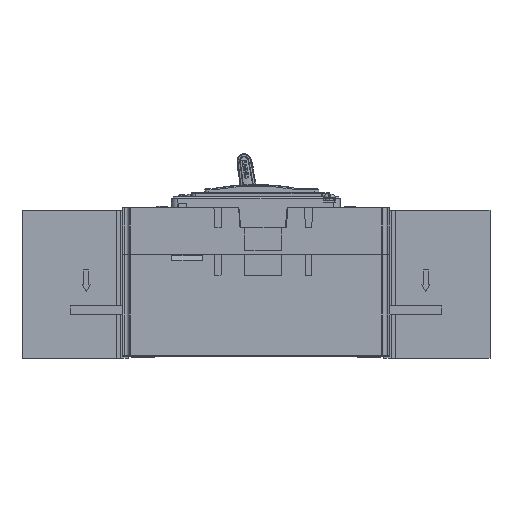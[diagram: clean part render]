
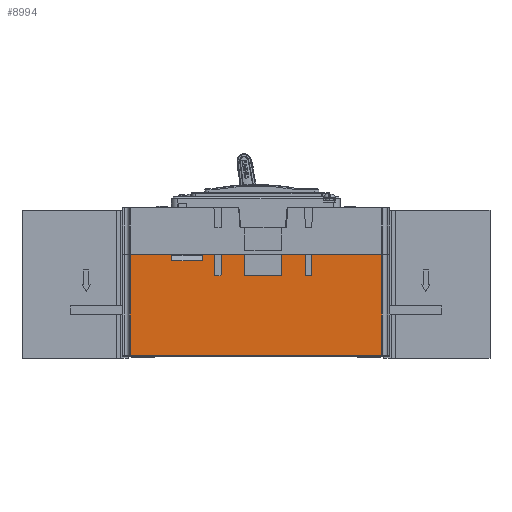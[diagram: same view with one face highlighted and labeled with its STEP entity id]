
A CAD part, front view. The second image highlights one B-rep face of the part: STEP entity #8994.
In plain terms, the highlighted planar face has unit normal (0, -1, 0).
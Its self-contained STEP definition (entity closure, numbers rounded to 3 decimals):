
#3291=PLANE('',#70387);
#5235=CIRCLE('',#70005,0.5);
#5236=CIRCLE('',#70008,0.5);
#5360=CIRCLE('',#70298,0.5);
#5361=CIRCLE('',#70301,0.5);
#5364=CIRCLE('',#70308,0.5);
#5365=CIRCLE('',#70311,0.5);
#8994=ADVANCED_FACE('',(#13402),#3291,.T.);
#13402=FACE_OUTER_BOUND('',#17309,.T.);
#17309=EDGE_LOOP('',(#36369,#36370,#36371,#36372,#36373,#36374,#36375,#36376,
#36377,#36378,#36379,#36380,#36381,#36382,#36383,#36384,#36385,#36386,#36387,
#36388,#36389,#36390,#36391,#36392,#36393,#36394));
#36369=ORIENTED_EDGE('',*,*,#52692,.T.);
#36370=ORIENTED_EDGE('',*,*,#52693,.T.);
#36371=ORIENTED_EDGE('',*,*,#52554,.T.);
#36372=ORIENTED_EDGE('',*,*,#52552,.T.);
#36373=ORIENTED_EDGE('',*,*,#52550,.T.);
#36374=ORIENTED_EDGE('',*,*,#52548,.T.);
#36375=ORIENTED_EDGE('',*,*,#52541,.T.);
#36376=ORIENTED_EDGE('',*,*,#52694,.T.);
#36377=ORIENTED_EDGE('',*,*,#52537,.T.);
#36378=ORIENTED_EDGE('',*,*,#52535,.T.);
#36379=ORIENTED_EDGE('',*,*,#52533,.T.);
#36380=ORIENTED_EDGE('',*,*,#52530,.T.);
#36381=ORIENTED_EDGE('',*,*,#52528,.T.);
#36382=ORIENTED_EDGE('',*,*,#52695,.T.);
#36383=ORIENTED_EDGE('',*,*,#52049,.T.);
#36384=ORIENTED_EDGE('',*,*,#52047,.T.);
#36385=ORIENTED_EDGE('',*,*,#52045,.T.);
#36386=ORIENTED_EDGE('',*,*,#52043,.T.);
#36387=ORIENTED_EDGE('',*,*,#52036,.T.);
#36388=ORIENTED_EDGE('',*,*,#52696,.T.);
#36389=ORIENTED_EDGE('',*,*,#52033,.T.);
#36390=ORIENTED_EDGE('',*,*,#52029,.T.);
#36391=ORIENTED_EDGE('',*,*,#52026,.F.);
#36392=ORIENTED_EDGE('',*,*,#52697,.F.);
#36393=ORIENTED_EDGE('',*,*,#52690,.T.);
#36394=ORIENTED_EDGE('',*,*,#52698,.T.);
#43087=VERTEX_POINT('',#112255);
#43088=VERTEX_POINT('',#112257);
#43090=VERTEX_POINT('',#112263);
#43091=VERTEX_POINT('',#112267);
#43095=VERTEX_POINT('',#112276);
#43096=VERTEX_POINT('',#112278);
#43101=VERTEX_POINT('',#112292);
#43102=VERTEX_POINT('',#112296);
#43103=VERTEX_POINT('',#112300);
#43104=VERTEX_POINT('',#112304);
#43437=VERTEX_POINT('',#113283);
#43438=VERTEX_POINT('',#113285);
#43439=VERTEX_POINT('',#113289);
#43440=VERTEX_POINT('',#113294);
#43441=VERTEX_POINT('',#113298);
#43442=VERTEX_POINT('',#113302);
#43445=VERTEX_POINT('',#113309);
#43446=VERTEX_POINT('',#113311);
#43451=VERTEX_POINT('',#113325);
#43452=VERTEX_POINT('',#113329);
#43453=VERTEX_POINT('',#113333);
#43454=VERTEX_POINT('',#113337);
#43539=VERTEX_POINT('',#113664);
#43540=VERTEX_POINT('',#113668);
#43541=VERTEX_POINT('',#113672);
#43542=VERTEX_POINT('',#113673);
#52026=EDGE_CURVE('',#43087,#43088,#58299,.T.);
#52029=EDGE_CURVE('',#43090,#43088,#58302,.T.);
#52033=EDGE_CURVE('',#43091,#43090,#58306,.T.);
#52036=EDGE_CURVE('',#43096,#43095,#58309,.T.);
#52043=EDGE_CURVE('',#43101,#43096,#5235,.T.);
#52045=EDGE_CURVE('',#43102,#43101,#58315,.T.);
#52047=EDGE_CURVE('',#43103,#43102,#5236,.T.);
#52049=EDGE_CURVE('',#43104,#43103,#58318,.T.);
#52528=EDGE_CURVE('',#43438,#43437,#58670,.T.);
#52530=EDGE_CURVE('',#43439,#43438,#5360,.T.);
#52533=EDGE_CURVE('',#43440,#43439,#58674,.T.);
#52535=EDGE_CURVE('',#43441,#43440,#5361,.T.);
#52537=EDGE_CURVE('',#43442,#43441,#58677,.T.);
#52541=EDGE_CURVE('',#43446,#43445,#58681,.T.);
#52548=EDGE_CURVE('',#43451,#43446,#5364,.T.);
#52550=EDGE_CURVE('',#43452,#43451,#58687,.T.);
#52552=EDGE_CURVE('',#43453,#43452,#5365,.T.);
#52554=EDGE_CURVE('',#43454,#43453,#58690,.T.);
#52690=EDGE_CURVE('',#43540,#43539,#58799,.T.);
#52692=EDGE_CURVE('',#43541,#43542,#58800,.T.);
#52693=EDGE_CURVE('',#43542,#43454,#58801,.T.);
#52694=EDGE_CURVE('',#43445,#43442,#58802,.T.);
#52695=EDGE_CURVE('',#43437,#43104,#58803,.T.);
#52696=EDGE_CURVE('',#43095,#43091,#58804,.T.);
#52697=EDGE_CURVE('',#43540,#43087,#58805,.T.);
#52698=EDGE_CURVE('',#43539,#43541,#58806,.T.);
#58299=LINE('',#112256,#64469);
#58302=LINE('',#112262,#64472);
#58306=LINE('',#112270,#64476);
#58309=LINE('',#112277,#64479);
#58315=LINE('',#112295,#64485);
#58318=LINE('',#112303,#64488);
#58670=LINE('',#113284,#64840);
#58674=LINE('',#113293,#64844);
#58677=LINE('',#113301,#64847);
#58681=LINE('',#113310,#64851);
#58687=LINE('',#113328,#64857);
#58690=LINE('',#113336,#64860);
#58799=LINE('',#113667,#64969);
#58800=LINE('',#113671,#64970);
#58801=LINE('',#113674,#64971);
#58802=LINE('',#113675,#64972);
#58803=LINE('',#113676,#64973);
#58804=LINE('',#113677,#64974);
#58805=LINE('',#113678,#64975);
#58806=LINE('',#113679,#64976);
#64469=VECTOR('',#85331,1.);
#64472=VECTOR('',#85336,1.);
#64476=VECTOR('',#85342,1.);
#64479=VECTOR('',#85347,1.);
#64485=VECTOR('',#85365,1.);
#64488=VECTOR('',#85374,1.);
#64840=VECTOR('',#86300,1.);
#64844=VECTOR('',#86310,1.);
#64847=VECTOR('',#86319,1.);
#64851=VECTOR('',#86325,1.);
#64857=VECTOR('',#86343,1.);
#64860=VECTOR('',#86352,1.);
#64969=VECTOR('',#86605,1.);
#64970=VECTOR('',#86610,1.);
#64971=VECTOR('',#86611,1.);
#64972=VECTOR('',#86612,1.);
#64973=VECTOR('',#86613,1.);
#64974=VECTOR('',#86614,1.);
#64975=VECTOR('',#86615,1.);
#64976=VECTOR('',#86616,1.);
#70005=AXIS2_PLACEMENT_3D('',#112291,#85360,#85361);
#70008=AXIS2_PLACEMENT_3D('',#112299,#85369,#85370);
#70298=AXIS2_PLACEMENT_3D('',#113288,#86304,#86305);
#70301=AXIS2_PLACEMENT_3D('',#113297,#86314,#86315);
#70308=AXIS2_PLACEMENT_3D('',#113324,#86338,#86339);
#70311=AXIS2_PLACEMENT_3D('',#113332,#86347,#86348);
#70387=AXIS2_PLACEMENT_3D('',#113680,#86617,#86618);
#85331=DIRECTION('',(0.,0.,-1.));
#85336=DIRECTION('',(-1.,0.,0.));
#85342=DIRECTION('',(0.,0.,-1.));
#85347=DIRECTION('',(0.,0.,1.));
#85360=DIRECTION('',(0.,1.,0.));
#85361=DIRECTION('',(0.,0.,-1.));
#85365=DIRECTION('',(-1.,0.,0.));
#85369=DIRECTION('',(0.,1.,0.));
#85370=DIRECTION('',(1.,0.,0.));
#85374=DIRECTION('',(0.,0.,-1.));
#86300=DIRECTION('',(0.,0.,1.));
#86304=DIRECTION('',(0.,1.,0.));
#86305=DIRECTION('',(0.,0.,-1.));
#86310=DIRECTION('',(-1.,0.,0.));
#86314=DIRECTION('',(0.,1.,0.));
#86315=DIRECTION('',(1.,0.,0.));
#86319=DIRECTION('',(0.,0.,-1.));
#86325=DIRECTION('',(0.,0.,1.));
#86338=DIRECTION('',(0.,1.,0.));
#86339=DIRECTION('',(0.,0.,-1.));
#86343=DIRECTION('',(-1.,0.,0.));
#86347=DIRECTION('',(0.,1.,0.));
#86348=DIRECTION('',(1.,0.,0.));
#86352=DIRECTION('',(0.,0.,-1.));
#86605=DIRECTION('',(0.,0.,-1.));
#86610=DIRECTION('',(0.,0.,1.));
#86611=DIRECTION('',(-1.,0.,0.));
#86612=DIRECTION('',(-1.,0.,0.));
#86613=DIRECTION('',(-1.,0.,0.));
#86614=DIRECTION('',(-1.,0.,0.));
#86615=DIRECTION('',(1.,0.,0.));
#86616=DIRECTION('',(1.,0.,0.));
#86617=DIRECTION('',(0.,-1.,0.));
#86618=DIRECTION('',(1.,0.,0.));
#112255=CARTESIAN_POINT('',(24.,0.,-1.));
#112256=CARTESIAN_POINT('',(24.,0.,-1.));
#112257=CARTESIAN_POINT('',(24.,0.,-4.));
#112262=CARTESIAN_POINT('',(39.,0.,-4.));
#112263=CARTESIAN_POINT('',(39.,0.,-4.));
#112267=CARTESIAN_POINT('',(39.,0.,-1.));
#112270=CARTESIAN_POINT('',(39.,0.,-1.));
#112276=CARTESIAN_POINT('',(45.,0.,-1.));
#112277=CARTESIAN_POINT('',(45.,0.,-10.8));
#112278=CARTESIAN_POINT('',(45.,0.,-10.8));
#112291=CARTESIAN_POINT('',(45.5,0.,-10.8));
#112292=CARTESIAN_POINT('',(45.5,0.,-11.3));
#112295=CARTESIAN_POINT('',(47.5,0.,-11.3));
#112296=CARTESIAN_POINT('',(47.5,0.,-11.3));
#112299=CARTESIAN_POINT('',(47.5,0.,-10.8));
#112300=CARTESIAN_POINT('',(48.,0.,-10.8));
#112303=CARTESIAN_POINT('',(48.,0.,-1.));
#112304=CARTESIAN_POINT('',(48.,0.,-1.));
#113283=CARTESIAN_POINT('',(59.5,0.,-1.));
#113284=CARTESIAN_POINT('',(59.5,0.,-10.8));
#113285=CARTESIAN_POINT('',(59.5,0.,-10.8));
#113288=CARTESIAN_POINT('',(60.,0.,-10.8));
#113289=CARTESIAN_POINT('',(60.,0.,-11.3));
#113293=CARTESIAN_POINT('',(77.,0.,-11.3));
#113294=CARTESIAN_POINT('',(77.,0.,-11.3));
#113297=CARTESIAN_POINT('',(77.,0.,-10.8));
#113298=CARTESIAN_POINT('',(77.5,0.,-10.8));
#113301=CARTESIAN_POINT('',(77.5,0.,-1.));
#113302=CARTESIAN_POINT('',(77.5,0.,-1.));
#113309=CARTESIAN_POINT('',(89.,0.,-1.));
#113310=CARTESIAN_POINT('',(89.,0.,-10.8));
#113311=CARTESIAN_POINT('',(89.,0.,-10.8));
#113324=CARTESIAN_POINT('',(89.5,0.,-10.8));
#113325=CARTESIAN_POINT('',(89.5,0.,-11.3));
#113328=CARTESIAN_POINT('',(91.5,0.,-11.3));
#113329=CARTESIAN_POINT('',(91.5,0.,-11.3));
#113332=CARTESIAN_POINT('',(91.5,0.,-10.8));
#113333=CARTESIAN_POINT('',(92.,0.,-10.8));
#113336=CARTESIAN_POINT('',(92.,0.,-1.));
#113337=CARTESIAN_POINT('',(92.,0.,-1.));
#113664=CARTESIAN_POINT('',(3.736,0.,-50.));
#113667=CARTESIAN_POINT('',(3.736,0.,-1.));
#113668=CARTESIAN_POINT('',(3.736,0.,-1.));
#113671=CARTESIAN_POINT('',(126.264,0.,-50.));
#113672=CARTESIAN_POINT('',(126.264,0.,-50.));
#113673=CARTESIAN_POINT('',(126.264,0.,-1.));
#113674=CARTESIAN_POINT('',(126.264,0.,-1.));
#113675=CARTESIAN_POINT('',(89.,0.,-1.));
#113676=CARTESIAN_POINT('',(59.5,0.,-1.));
#113677=CARTESIAN_POINT('',(45.,0.,-1.));
#113678=CARTESIAN_POINT('',(3.736,0.,-1.));
#113679=CARTESIAN_POINT('',(3.736,0.,-50.));
#113680=CARTESIAN_POINT('',(0.,0.,-55.5));
